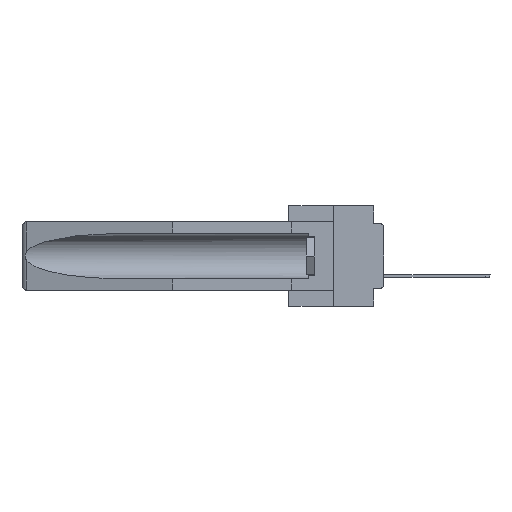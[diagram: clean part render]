
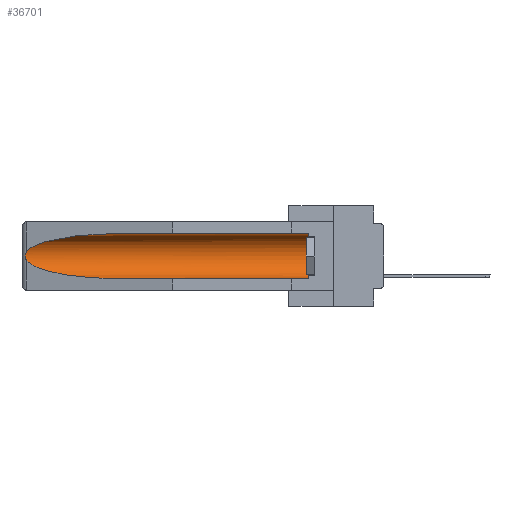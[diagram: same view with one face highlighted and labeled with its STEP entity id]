
A CAD part, left-side view. The second image highlights one B-rep face of the part: STEP entity #36701.
In plain terms, the highlighted cylindrical face has radius 2.857 mm (diameter 5.715 mm), a partial arc.
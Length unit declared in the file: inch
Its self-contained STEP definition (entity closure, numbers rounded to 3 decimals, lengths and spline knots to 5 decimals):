
#1 = DIRECTION ( 'NONE',  ( 0., 1., 0. ) ) ;
#1097 = ORIENTED_EDGE ( 'NONE', *, *, #24358, .T. ) ;
#1921 = CARTESIAN_POINT ( 'NONE',  ( 0.2675, 1.53308, -0.17534 ) ) ;
#2843 = VERTEX_POINT ( 'NONE', #13327 ) ;
#3156 = AXIS2_PLACEMENT_3D ( 'NONE', #10283, #33492, #32936 ) ;
#3475 = EDGE_CURVE ( 'NONE', #34633, #2843, #23436, .T. ) ;
#6124 = CARTESIAN_POINT ( 'NONE',  ( 0.26537, 1.52718, -0.14972 ) ) ;
#6292 = VERTEX_POINT ( 'NONE', #18948 ) ;
#8942 = CARTESIAN_POINT ( 'NONE',  ( 0.21114, 1.30732, -0.059 ) ) ;
#10283 = CARTESIAN_POINT ( 'NONE',  ( 0.155, -0.30754, -0.1715 ) ) ;
#11240 = EDGE_CURVE ( 'NONE', #34633, #30896, #34970, .T. ) ;
#11758 = CARTESIAN_POINT ( 'NONE',  ( 0.21114, 1.30732, -0.284 ) ) ;
#12231 = ORIENTED_EDGE ( 'NONE', *, *, #23339, .T. ) ;
#12994 = CARTESIAN_POINT ( 'NONE',  ( 0.155, -0.30754, -0.059 ) ) ;
#13327 = CARTESIAN_POINT ( 'NONE',  ( 0.155, 0.126, -0.059 ) ) ;
#13705 = CARTESIAN_POINT ( 'NONE',  ( 0.2673, 1.5327, -0.16383 ) ) ;
#14231 = CARTESIAN_POINT ( 'NONE',  ( 0.155, -0.30754, -0.284 ) ) ;
#14579 = DIRECTION ( 'NONE',  ( 0., -1., 0. ) ) ;
#15287 =( BOUNDED_CURVE ( )  B_SPLINE_CURVE ( 3, ( #31784, #8942, #17754, #6124 ),
 .UNSPECIFIED., .F., .T. ) 
 B_SPLINE_CURVE_WITH_KNOTS ( ( 4, 4 ),
 ( 4.71239, 6.08839 ),
 .UNSPECIFIED. ) 
 CURVE ( )  GEOMETRIC_REPRESENTATION_ITEM ( )  RATIONAL_B_SPLINE_CURVE ( ( 1., 0.848, 0.848, 1. ) ) 
 REPRESENTATION_ITEM ( '' )  );
#15690 = ORIENTED_EDGE ( 'NONE', *, *, #3475, .T. ) ;
#16896 = CARTESIAN_POINT ( 'NONE',  ( 0.26654, 1.53092, -0.15636 ) ) ;
#17754 = CARTESIAN_POINT ( 'NONE',  ( 0.25451, 1.48313, -0.09465 ) ) ;
#18948 = CARTESIAN_POINT ( 'NONE',  ( 0.155, 1.07973, -0.059 ) ) ;
#18963 = CARTESIAN_POINT ( 'NONE',  ( 0.26597, 1.52961, -0.15275 ) ) ;
#19537 = LINE ( 'NONE', #12994, #25679 ) ;
#19703 = CARTESIAN_POINT ( 'NONE',  ( 0.26537, 1.52718, -0.19328 ) ) ;
#20198 = CARTESIAN_POINT ( 'NONE',  ( 0.25451, 1.48313, -0.24835 ) ) ;
#21171 = CARTESIAN_POINT ( 'NONE',  ( 0.26537, 1.52718, -0.14972 ) ) ;
#21588 = VECTOR ( 'NONE', #1, 39.37008 ) ;
#22268 = FACE_OUTER_BOUND ( 'NONE', #34814, .T. ) ;
#22760 = ORIENTED_EDGE ( 'NONE', *, *, #32477, .T. ) ;
#23339 = EDGE_CURVE ( 'NONE', #30876, #28175, #25617, .T. ) ;
#23436 = CIRCLE ( 'NONE', #29426, 0.1125 ) ;
#23897 = ORIENTED_EDGE ( 'NONE', *, *, #26655, .T. ) ;
#24358 = EDGE_CURVE ( 'NONE', #2843, #6292, #19537, .T. ) ;
#24519 = CYLINDRICAL_SURFACE ( 'NONE', #3156, 0.1125 ) ;
#25314 = CARTESIAN_POINT ( 'NONE',  ( 0.26655, 1.53094, -0.18657 ) ) ;
#25617 = B_SPLINE_CURVE_WITH_KNOTS ( 'NONE', 3,
 ( #27751, #18963, #16896, #13705, #33176, #1921, #30369, #25314, #36681, #19703 ),
 .UNSPECIFIED., .F., .F.,
 ( 4, 2, 2, 2, 4 ),
 ( 0., 0.00029, 0.00058, 0.00087, 0.00117 ),
 .UNSPECIFIED. ) ;
#25679 = VECTOR ( 'NONE', #30948, 39.37008 ) ;
#25786 =( BOUNDED_CURVE ( )  B_SPLINE_CURVE ( 3, ( #33842, #20198, #11758, #31608 ),
 .UNSPECIFIED., .F., .F. ) 
 B_SPLINE_CURVE_WITH_KNOTS ( ( 4, 4 ),
 ( 0.1948, 1.5708 ),
 .UNSPECIFIED. ) 
 CURVE ( )  GEOMETRIC_REPRESENTATION_ITEM ( )  RATIONAL_B_SPLINE_CURVE ( ( 1., 0.848, 0.848, 1. ) ) 
 REPRESENTATION_ITEM ( '' )  );
#26655 = EDGE_CURVE ( 'NONE', #28175, #30896, #25786, .T. ) ;
#27751 = CARTESIAN_POINT ( 'NONE',  ( 0.26537, 1.52718, -0.14972 ) ) ;
#28175 = VERTEX_POINT ( 'NONE', #33454 ) ;
#28217 = ORIENTED_EDGE ( 'NONE', *, *, #11240, .F. ) ;
#29270 = CARTESIAN_POINT ( 'NONE',  ( 0.155, 0.126, -0.284 ) ) ;
#29426 = AXIS2_PLACEMENT_3D ( 'NONE', #34028, #14579, #33668 ) ;
#29767 = CARTESIAN_POINT ( 'NONE',  ( 0.155, 1.07973, -0.284 ) ) ;
#30369 = CARTESIAN_POINT ( 'NONE',  ( 0.2673, 1.53269, -0.17917 ) ) ;
#30876 = VERTEX_POINT ( 'NONE', #21171 ) ;
#30896 = VERTEX_POINT ( 'NONE', #29767 ) ;
#30948 = DIRECTION ( 'NONE',  ( 0., 1., 0. ) ) ;
#31608 = CARTESIAN_POINT ( 'NONE',  ( 0.155, 1.07973, -0.284 ) ) ;
#31784 = CARTESIAN_POINT ( 'NONE',  ( 0.155, 1.07973, -0.059 ) ) ;
#32477 = EDGE_CURVE ( 'NONE', #6292, #30876, #15287, .T. ) ;
#32936 = DIRECTION ( 'NONE',  ( 0., 0., 1. ) ) ;
#33176 = CARTESIAN_POINT ( 'NONE',  ( 0.2675, 1.53308, -0.16763 ) ) ;
#33454 = CARTESIAN_POINT ( 'NONE',  ( 0.26537, 1.52718, -0.19328 ) ) ;
#33492 = DIRECTION ( 'NONE',  ( 0., 1., 0. ) ) ;
#33668 = DIRECTION ( 'NONE',  ( 0., 0., 1. ) ) ;
#33842 = CARTESIAN_POINT ( 'NONE',  ( 0.26537, 1.52718, -0.19328 ) ) ;
#34028 = CARTESIAN_POINT ( 'NONE',  ( 0.155, 0.126, -0.1715 ) ) ;
#34633 = VERTEX_POINT ( 'NONE', #29270 ) ;
#34814 = EDGE_LOOP ( 'NONE', ( #22760, #12231, #23897, #28217, #15690, #1097 ) ) ;
#34970 = LINE ( 'NONE', #14231, #21588 ) ;
#36681 = CARTESIAN_POINT ( 'NONE',  ( 0.26597, 1.5296, -0.19026 ) ) ;
#36701 = ADVANCED_FACE ( 'NONE', ( #22268 ), #24519, .F. ) ;
